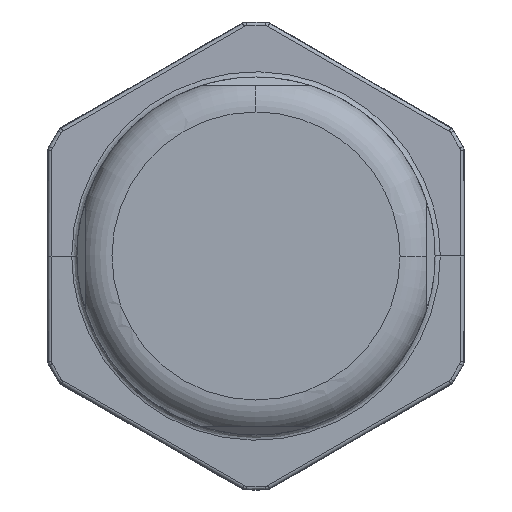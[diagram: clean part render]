
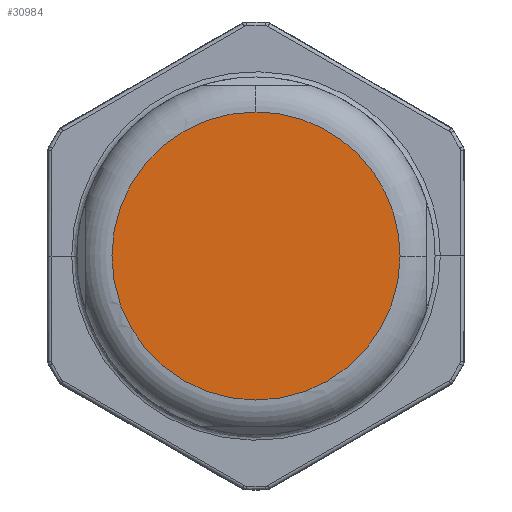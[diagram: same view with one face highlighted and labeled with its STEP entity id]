
A CAD part, front view. The second image highlights one B-rep face of the part: STEP entity #30984.
In plain terms, the highlighted planar face has unit normal (0, -1, 0).
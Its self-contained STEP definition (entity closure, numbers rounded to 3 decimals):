
#6205=CARTESIAN_POINT('',(0.,-38.55,0.));
#6206=DIRECTION('',(0.,-1.,0.));
#6207=DIRECTION('',(0.,0.,1.));
#6208=AXIS2_PLACEMENT_3D('',#6205,#6206,#6207);
#6291=CARTESIAN_POINT('',(0.,-38.55,0.));
#6292=DIRECTION('',(0.,-1.,0.));
#6293=DIRECTION('',(1.,0.,-0.005));
#6294=AXIS2_PLACEMENT_3D('',#6291,#6292,#6293);
#19536=CARTESIAN_POINT('',(0.,-38.55,8.25));
#19537=VERTEX_POINT('',#19536);
#19538=CARTESIAN_POINT('',(8.25,-38.55,
-0.044));
#19539=VERTEX_POINT('',#19538);
#30974=CARTESIAN_POINT('',(0.,-38.55,0.));
#30975=DIRECTION('',(0.,-1.,0.));
#30976=DIRECTION('',(-1.,0.,0.));
#30977=AXIS2_PLACEMENT_3D('',#30974,#30975,#30976);
#30978=PLANE('',#30977);
#30979=ORIENTED_EDGE('',*,*,#30953,.F.);
#30981=ORIENTED_EDGE('',*,*,#30980,.F.);
#30982=EDGE_LOOP('',(#30979,#30981));
#30983=FACE_OUTER_BOUND('',#30982,.F.);
#30984=ADVANCED_FACE('',(#30983),#30978,.T.);
#6209=CIRCLE('',#6208,8.25);
#6295=CIRCLE('',#6294,8.25);
#30953=EDGE_CURVE('',#19537,#19539,#6209,.T.);
#30980=EDGE_CURVE('',#19539,#19537,#6295,.T.);
